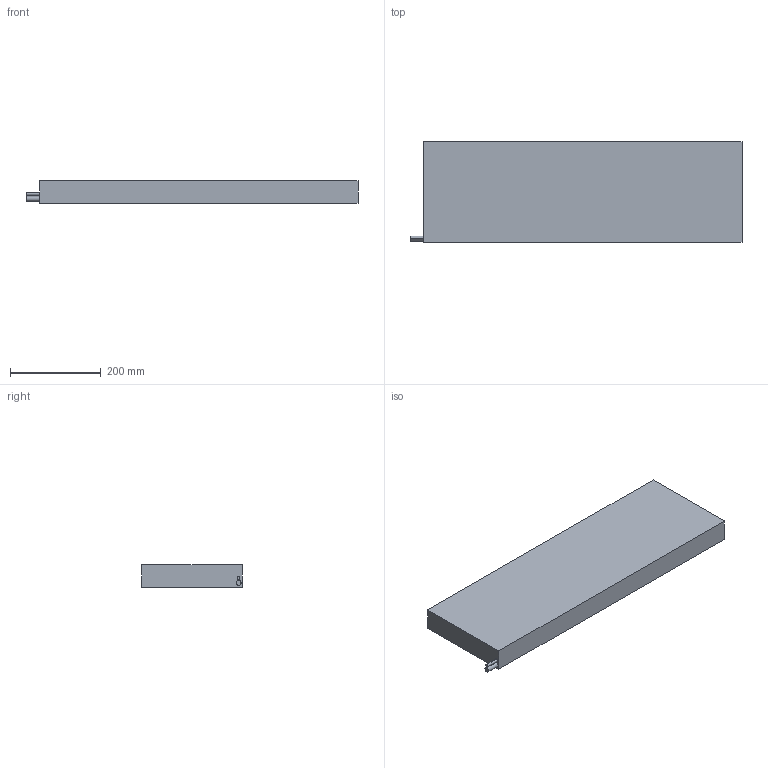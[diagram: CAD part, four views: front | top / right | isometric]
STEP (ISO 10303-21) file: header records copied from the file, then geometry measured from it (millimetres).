
FILE_DESCRIPTION (( 'STEP AP203' ), '1' );
FILE_NAME ('ZW8-H200-8.step', '2022-05-31T03:19:52', ( '' ), ( '' ), 'SwSTEP 2.0', 'SolidWorks 2020', '' );
FILE_SCHEMA (( 'CONFIG_CONTROL_DESIGN' ));
Length unit declared in the file: millimetre
Products named in the file (1): ZW8-H200-8
Bounding box: 730 x 221 x 49.3 mm (x, y, z)
Volume: 7620566 mm3; surface area: 410798.3 mm2
Topology: 1 solids, 1 shells, 492 faces, 1224 edges, 616 vertices
Faces by surface type: cylinder 244, cone 240, plane 8
Entity records: 12873 total; most frequent: DIRECTION 2458, CARTESIAN_POINT 2093, ORIENTED_EDGE 1968, EDGE_CURVE 984, AXIS2_PLACEMENT_3D 981, VERTEX_POINT 616, EDGE_LOOP 614, LINE 496
